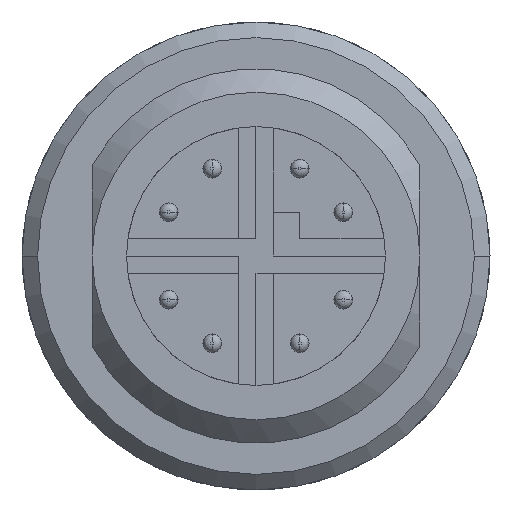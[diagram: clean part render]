
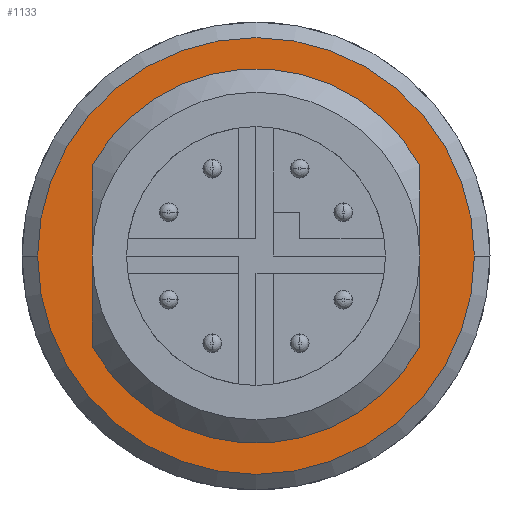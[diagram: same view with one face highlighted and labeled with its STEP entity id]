
A CAD part, front view. The second image highlights one B-rep face of the part: STEP entity #1133.
In plain terms, the highlighted face is planar.
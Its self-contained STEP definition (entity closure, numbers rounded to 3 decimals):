
#21 = VERTEX_POINT ( 'NONE', #571 ) ;
#86 = LINE ( 'NONE', #1791, #2420 ) ;
#163 = VERTEX_POINT ( 'NONE', #2942 ) ;
#251 = EDGE_CURVE ( 'NONE', #163, #1941, #86, .T. ) ;
#301 = DIRECTION ( 'NONE',  ( 0., 1., 0. ) ) ;
#429 = CARTESIAN_POINT ( 'NONE',  ( -6.5, 0.98, 0. ) ) ;
#436 = DIRECTION ( 'NONE',  ( 0., 0., 1. ) ) ;
#442 = AXIS2_PLACEMENT_3D ( 'NONE', #429, #1780, #786 ) ;
#486 = AXIS2_PLACEMENT_3D ( 'NONE', #3556, #2213, #1492 ) ;
#555 = VECTOR ( 'NONE', #436, 1000. ) ;
#571 = CARTESIAN_POINT ( 'NONE',  ( -7., 0.98, 0. ) ) ;
#702 = ORIENTED_EDGE ( 'NONE', *, *, #2033, .F. ) ;
#733 = AXIS2_PLACEMENT_3D ( 'NONE', #3608, #301, #3336 ) ;
#751 = DIRECTION ( 'NONE',  ( 0., 0., -1. ) ) ;
#777 = CIRCLE ( 'NONE', #3082, 6. ) ;
#786 = DIRECTION ( 'NONE',  ( 1., 0., 0. ) ) ;
#835 = ORIENTED_EDGE ( 'NONE', *, *, #1901, .F. ) ;
#993 = EDGE_LOOP ( 'NONE', ( #2887, #3736 ) ) ;
#1133 = ADVANCED_FACE ( 'NONE', ( #2367, #2111 ), #1447, .T. ) ;
#1287 = CARTESIAN_POINT ( 'NONE',  ( 7., 0.98, 0. ) ) ;
#1433 = CARTESIAN_POINT ( 'NONE',  ( 5.25, 0.98, -2.905 ) ) ;
#1447 = PLANE ( 'NONE',  #442 ) ;
#1492 = DIRECTION ( 'NONE',  ( -1., 0., 0. ) ) ;
#1682 = DIRECTION ( 'NONE',  ( -1., 0., 0. ) ) ;
#1761 = CARTESIAN_POINT ( 'NONE',  ( 0., 0.98, 0. ) ) ;
#1780 = DIRECTION ( 'NONE',  ( 0., 1., 0. ) ) ;
#1791 = CARTESIAN_POINT ( 'NONE',  ( 5.25, 0.98, -1.452 ) ) ;
#1814 = ORIENTED_EDGE ( 'NONE', *, *, #4158, .F. ) ;
#1845 = VERTEX_POINT ( 'NONE', #1287 ) ;
#1901 = EDGE_CURVE ( 'NONE', #1941, #2325, #3288, .T. ) ;
#1941 = VERTEX_POINT ( 'NONE', #1433 ) ;
#2007 = CARTESIAN_POINT ( 'NONE',  ( 0., 0.98, 0. ) ) ;
#2033 = EDGE_CURVE ( 'NONE', #2325, #4247, #2806, .T. ) ;
#2111 = FACE_BOUND ( 'NONE', #2501, .T. ) ;
#2112 = DIRECTION ( 'NONE',  ( -1., 0., 0. ) ) ;
#2213 = DIRECTION ( 'NONE',  ( 0., 1., 0. ) ) ;
#2325 = VERTEX_POINT ( 'NONE', #3609 ) ;
#2367 = FACE_OUTER_BOUND ( 'NONE', #993, .T. ) ;
#2415 = CIRCLE ( 'NONE', #733, 7. ) ;
#2420 = VECTOR ( 'NONE', #751, 1000. ) ;
#2501 = EDGE_LOOP ( 'NONE', ( #835, #2869, #1814, #702 ) ) ;
#2656 = EDGE_CURVE ( 'NONE', #21, #1845, #2663, .T. ) ;
#2663 = CIRCLE ( 'NONE', #486, 7. ) ;
#2806 = LINE ( 'NONE', #3453, #555 ) ;
#2869 = ORIENTED_EDGE ( 'NONE', *, *, #251, .F. ) ;
#2887 = ORIENTED_EDGE ( 'NONE', *, *, #2656, .T. ) ;
#2942 = CARTESIAN_POINT ( 'NONE',  ( 5.25, 0.98, 2.905 ) ) ;
#3082 = AXIS2_PLACEMENT_3D ( 'NONE', #1761, #3399, #2112 ) ;
#3288 = CIRCLE ( 'NONE', #3925, 6. ) ;
#3336 = DIRECTION ( 'NONE',  ( -1., 0., 0. ) ) ;
#3341 = DIRECTION ( 'NONE',  ( 0., 1., 0. ) ) ;
#3399 = DIRECTION ( 'NONE',  ( 0., 1., 0. ) ) ;
#3453 = CARTESIAN_POINT ( 'NONE',  ( -5.25, 0.98, 1.452 ) ) ;
#3556 = CARTESIAN_POINT ( 'NONE',  ( 0., 0.98, 0. ) ) ;
#3608 = CARTESIAN_POINT ( 'NONE',  ( 0., 0.98, 0. ) ) ;
#3609 = CARTESIAN_POINT ( 'NONE',  ( -5.25, 0.98, -2.905 ) ) ;
#3736 = ORIENTED_EDGE ( 'NONE', *, *, #3967, .T. ) ;
#3822 = CARTESIAN_POINT ( 'NONE',  ( -5.25, 0.98, 2.905 ) ) ;
#3925 = AXIS2_PLACEMENT_3D ( 'NONE', #2007, #3341, #1682 ) ;
#3967 = EDGE_CURVE ( 'NONE', #1845, #21, #2415, .T. ) ;
#4158 = EDGE_CURVE ( 'NONE', #4247, #163, #777, .T. ) ;
#4247 = VERTEX_POINT ( 'NONE', #3822 ) ;
